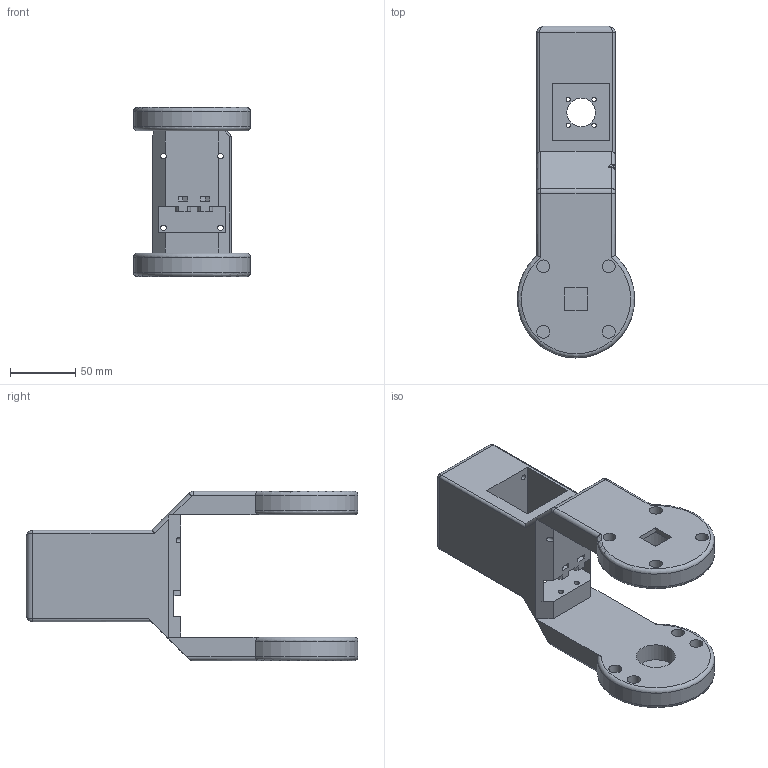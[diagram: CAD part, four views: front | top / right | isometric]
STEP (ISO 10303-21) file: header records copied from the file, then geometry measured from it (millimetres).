
FILE_DESCRIPTION(/* description */ ('STEP AP242','CAx-IF Rec.Pracs.---Representation and Presentation of Product Manufacturing Information (PMI)---4.0---2014-10-13','CAx-IF Rec.Pracs.---3D Tessellated Geometry---0.4---2014-09-14','2;1'),/* implementation_level */ '2;1');
FILE_NAME(/* name */ '687edd408864aa6dad1b77fe',/* time_stamp */ '2025-07-22T00:37:20Z',/* author */ (''),/* organization */ (''),/* preprocessor_version */ 'ST-DEVELOPER v20',/* originating_system */ 'ONSHAPE BY PTC INC, 1.201',/* authorisation */ ' ');
FILE_SCHEMA (('AP242_MANAGED_MODEL_BASED_3D_ENGINEERING_MIM_LF { 1 0 10303 442 1 1 4 }'));
Length unit declared in the file: metre
Products named in the file (1): J1
Bounding box: 89.98 x 254.87 x 130 mm (x, y, z)
Volume: 641238.2 mm3; surface area: 112564.2 mm2
Topology: 1 solids, 1 shells, 111 faces, 307 edges, 196 vertices
Faces by surface type: plane 51, cylinder 49, torus 6, bspline 4, sphere 1
Full cylindrical faces by diameter (mm): 3.3 x4, 4 x6, 4.2 x5, 9.922 x4, 10 x4, 22 x1, 30 x2
Entity records: 3490 total; most frequent: CARTESIAN_POINT 688, DIRECTION 574, ORIENTED_EDGE 530, EDGE_CURVE 265, AXIS2_PLACEMENT_3D 211, EDGE_LOOP 188, FACE_BOUND 188, VERTEX_POINT 185
